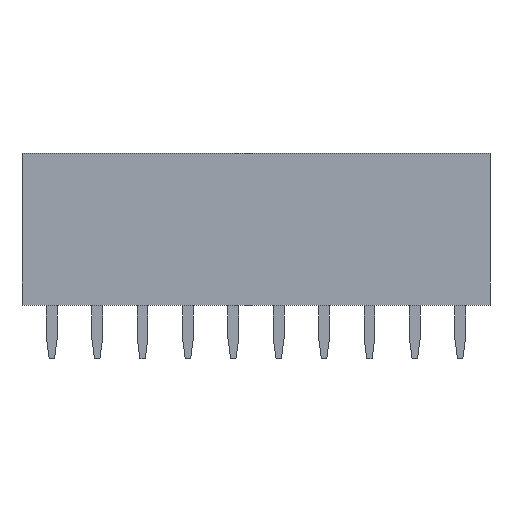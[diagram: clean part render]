
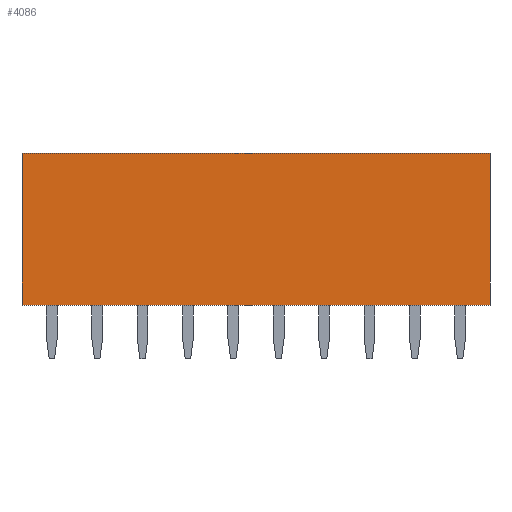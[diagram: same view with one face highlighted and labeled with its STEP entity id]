
A CAD part, front view. The second image highlights one B-rep face of the part: STEP entity #4086.
In plain terms, the highlighted planar face has unit normal (0, -1, 0).
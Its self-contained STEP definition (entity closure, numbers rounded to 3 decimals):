
#4086=ADVANCED_FACE('',(#7128),#7130,.T.);
#7128=FACE_BOUND('',#7129,.T.);
#7129=EDGE_LOOP('',(#9642,#9643,#9644,#9645));
#7130=PLANE('',#7131);
#7131=AXIS2_PLACEMENT_3D('',#7132,#7133,#7134);
#7132=CARTESIAN_POINT('',(24.53,-1.23,0.));
#7133=DIRECTION('',(0.,-1.,0.));
#7134=DIRECTION('',(0.,0.,1.));
#9642=ORIENTED_EDGE('',*,*,#10892,.T.);
#9643=ORIENTED_EDGE('',*,*,#10970,.T.);
#9644=ORIENTED_EDGE('',*,*,#10896,.F.);
#9645=ORIENTED_EDGE('',*,*,#10894,.F.);
#10892=EDGE_CURVE('',#12823,#12821,#12824,.T.);
#10894=EDGE_CURVE('',#12823,#12826,#12827,.T.);
#10896=EDGE_CURVE('',#12826,#12829,#12830,.T.);
#10970=EDGE_CURVE('',#12821,#12829,#12924,.T.);
#12821=VERTEX_POINT('',#16937);
#12823=VERTEX_POINT('',#16941);
#12824=LINE('',#16942,#16943);
#12826=VERTEX_POINT('',#16948);
#12827=LINE('',#16949,#16950);
#12829=VERTEX_POINT('',#16955);
#12830=LINE('',#16956,#16957);
#12924=LINE('',#17198,#17199);
#16937=CARTESIAN_POINT('',(24.53,-1.23,8.5));
#16941=CARTESIAN_POINT('',(24.53,-1.23,0.));
#16942=CARTESIAN_POINT('',(24.53,-1.23,0.));
#16943=VECTOR('',#16944,1.);
#16944=DIRECTION('',(0.,0.,1.));
#16948=CARTESIAN_POINT('',(-1.67,-1.23,0.));
#16949=CARTESIAN_POINT('',(24.53,-1.23,0.));
#16950=VECTOR('',#16951,1.);
#16951=DIRECTION('',(-1.,0.,0.));
#16955=CARTESIAN_POINT('',(-1.67,-1.23,8.5));
#16956=CARTESIAN_POINT('',(-1.67,-1.23,0.));
#16957=VECTOR('',#16958,1.);
#16958=DIRECTION('',(0.,0.,1.));
#17198=CARTESIAN_POINT('',(24.53,-1.23,8.5));
#17199=VECTOR('',#17200,1.);
#17200=DIRECTION('',(-1.,0.,0.));
